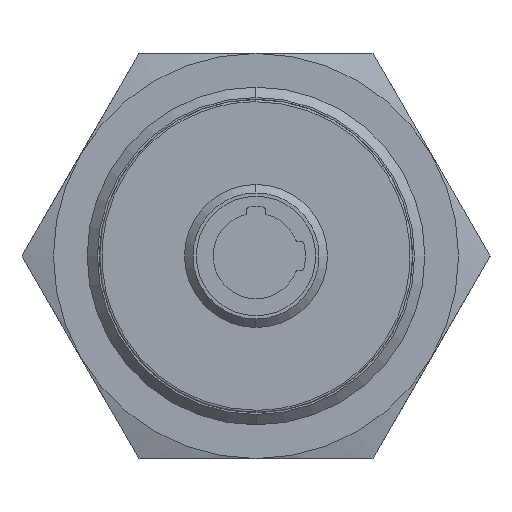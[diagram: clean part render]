
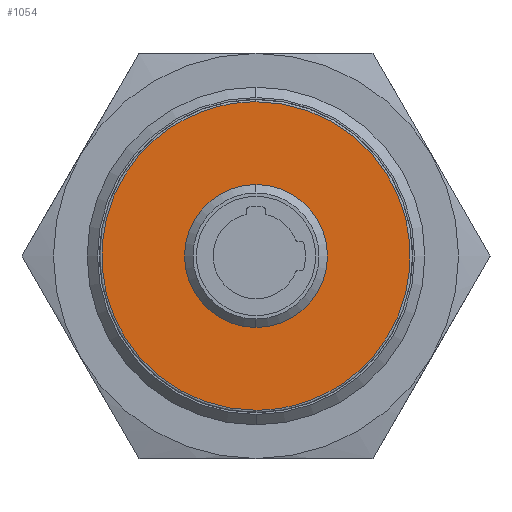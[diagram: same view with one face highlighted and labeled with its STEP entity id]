
A CAD part, left-side view. The second image highlights one B-rep face of the part: STEP entity #1054.
In plain terms, the highlighted planar face has unit normal (-1, 0, 0).
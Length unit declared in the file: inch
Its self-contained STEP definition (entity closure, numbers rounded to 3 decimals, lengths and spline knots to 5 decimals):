
#253 = CARTESIAN_POINT ( 'NONE',  ( 0.51181, 0., 0.23425 ) ) ;
#272 = CARTESIAN_POINT ( 'NONE',  ( 0.51181, 0., -0.23425 ) ) ;
#294 = FACE_BOUND ( 'NONE', #1495, .T. ) ;
#426 = AXIS2_PLACEMENT_3D ( 'NONE', #3808, #5023, #2969 ) ;
#477 = CARTESIAN_POINT ( 'NONE',  ( 0.51181, 0., -0.53937 ) ) ;
#498 = ORIENTED_EDGE ( 'NONE', *, *, #3518, .F. ) ;
#507 = CARTESIAN_POINT ( 'NONE',  ( 0.51181, -1.07874, -0.53937 ) ) ;
#639 = CARTESIAN_POINT ( 'NONE',  ( 0.51181, 0., 0.23425 ) ) ;
#909 = CARTESIAN_POINT ( 'NONE',  ( 0.51181, 0., -0.53937 ) ) ;
#1054 = ADVANCED_FACE ( 'NONE', ( #294, #3789 ), #4199, .F. ) ;
#1096 = CARTESIAN_POINT ( 'NONE',  ( 0.51181, 0.4685, -0.23425 ) ) ;
#1187 =( BOUNDED_CURVE ( )  B_SPLINE_CURVE ( 3, ( #639, #3145, #1096, #3940 ),
 .UNSPECIFIED., .F., .F. ) 
 B_SPLINE_CURVE_WITH_KNOTS ( ( 4, 4 ),
 ( 0.5, 1. ),
 .UNSPECIFIED. ) 
 CURVE ( )  GEOMETRIC_REPRESENTATION_ITEM ( )  RATIONAL_B_SPLINE_CURVE ( ( 1., 0.333, 0.333, 1. ) ) 
 REPRESENTATION_ITEM ( '' )  );
#1298 = CARTESIAN_POINT ( 'NONE',  ( 0.51181, 1.07874, 0.53937 ) ) ;
#1495 = EDGE_LOOP ( 'NONE', ( #3713, #2469 ) ) ;
#1501 = VERTEX_POINT ( 'NONE', #2278 ) ;
#1554 = CARTESIAN_POINT ( 'NONE',  ( 0.51181, 0., 0.23425 ) ) ;
#1576 = CARTESIAN_POINT ( 'NONE',  ( 0.51181, -0.4685, -0.23425 ) ) ;
#2059 = VERTEX_POINT ( 'NONE', #253 ) ;
#2136 =( BOUNDED_CURVE ( )  B_SPLINE_CURVE ( 3, ( #4038, #1576, #4836, #1554 ),
 .UNSPECIFIED., .F., .F. ) 
 B_SPLINE_CURVE_WITH_KNOTS ( ( 4, 4 ),
 ( 0., 0.5 ),
 .UNSPECIFIED. ) 
 CURVE ( )  GEOMETRIC_REPRESENTATION_ITEM ( )  RATIONAL_B_SPLINE_CURVE ( ( 1., 0.333, 0.333, 1. ) ) 
 REPRESENTATION_ITEM ( '' )  );
#2150 = CARTESIAN_POINT ( 'NONE',  ( 0.51181, 0., 0.53937 ) ) ;
#2278 = CARTESIAN_POINT ( 'NONE',  ( 0.51181, 0., 0.53937 ) ) ;
#2400 = EDGE_CURVE ( 'NONE', #2059, #3770, #1187, .T. ) ;
#2469 = ORIENTED_EDGE ( 'NONE', *, *, #2400, .F. ) ;
#2519 = CARTESIAN_POINT ( 'NONE',  ( 0.51181, -1.07874, 0.53937 ) ) ;
#2593 = EDGE_LOOP ( 'NONE', ( #498, #3230 ) ) ;
#2969 = DIRECTION ( 'NONE',  ( 0., 0., -1. ) ) ;
#3145 = CARTESIAN_POINT ( 'NONE',  ( 0.51181, 0.4685, 0.23425 ) ) ;
#3230 = ORIENTED_EDGE ( 'NONE', *, *, #3404, .F. ) ;
#3404 = EDGE_CURVE ( 'NONE', #1501, #4621, #4123, .T. ) ;
#3518 = EDGE_CURVE ( 'NONE', #4621, #1501, #3742, .T. ) ;
#3526 = CARTESIAN_POINT ( 'NONE',  ( 0.51181, 0., -0.53937 ) ) ;
#3713 = ORIENTED_EDGE ( 'NONE', *, *, #4841, .F. ) ;
#3742 =( BOUNDED_CURVE ( )  B_SPLINE_CURVE ( 3, ( #909, #4572, #1298, #2150 ),
 .UNSPECIFIED., .F., .F. ) 
 B_SPLINE_CURVE_WITH_KNOTS ( ( 4, 4 ),
 ( 0., 0.5 ),
 .UNSPECIFIED. ) 
 CURVE ( )  GEOMETRIC_REPRESENTATION_ITEM ( )  RATIONAL_B_SPLINE_CURVE ( ( 1., 0.333, 0.333, 1. ) ) 
 REPRESENTATION_ITEM ( '' )  );
#3770 = VERTEX_POINT ( 'NONE', #272 ) ;
#3789 = FACE_OUTER_BOUND ( 'NONE', #2593, .T. ) ;
#3808 = CARTESIAN_POINT ( 'NONE',  ( 0.51181, 0.23425, 0. ) ) ;
#3940 = CARTESIAN_POINT ( 'NONE',  ( 0.51181, 0., -0.23425 ) ) ;
#4038 = CARTESIAN_POINT ( 'NONE',  ( 0.51181, 0., -0.23425 ) ) ;
#4123 =( BOUNDED_CURVE ( )  B_SPLINE_CURVE ( 3, ( #4191, #2519, #507, #477 ),
 .UNSPECIFIED., .F., .F. ) 
 B_SPLINE_CURVE_WITH_KNOTS ( ( 4, 4 ),
 ( 0.5, 1. ),
 .UNSPECIFIED. ) 
 CURVE ( )  GEOMETRIC_REPRESENTATION_ITEM ( )  RATIONAL_B_SPLINE_CURVE ( ( 1., 0.333, 0.333, 1. ) ) 
 REPRESENTATION_ITEM ( '' )  );
#4191 = CARTESIAN_POINT ( 'NONE',  ( 0.51181, 0., 0.53937 ) ) ;
#4199 = PLANE ( 'NONE',  #426 ) ;
#4572 = CARTESIAN_POINT ( 'NONE',  ( 0.51181, 1.07874, -0.53937 ) ) ;
#4621 = VERTEX_POINT ( 'NONE', #3526 ) ;
#4836 = CARTESIAN_POINT ( 'NONE',  ( 0.51181, -0.4685, 0.23425 ) ) ;
#4841 = EDGE_CURVE ( 'NONE', #3770, #2059, #2136, .T. ) ;
#5023 = DIRECTION ( 'NONE',  ( 1., 0., 0. ) ) ;
